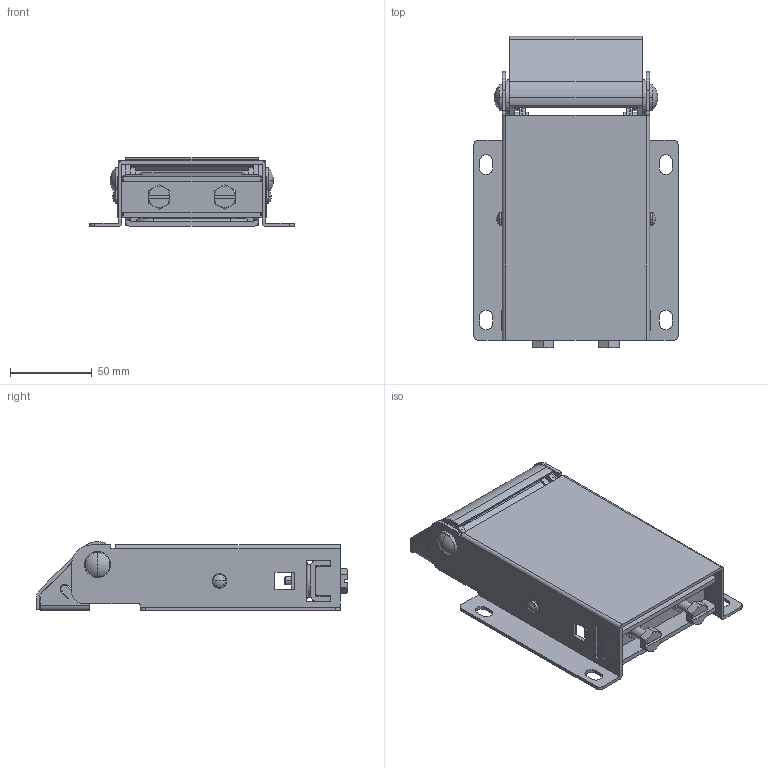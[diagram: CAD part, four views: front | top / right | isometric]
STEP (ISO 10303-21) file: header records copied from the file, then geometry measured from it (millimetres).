
FILE_DESCRIPTION (( 'STEP AP203' ), '1' );
FILE_NAME ('B-193.STEP', '2021-01-12T00:48:11', ( '' ), ( '' ), 'SwSTEP 2.0', 'SolidWorks 2018', '' );
FILE_SCHEMA (( 'CONFIG_CONTROL_DESIGN' ));
Length unit declared in the file: millimetre
Products named in the file (14): B-193_shaftA_SLDPRT; B-193_shaftB_SLDPRT; B-193_adjustment washer_; B-193_hex bolt__B-193アジャストボルト; B-193_spring guide_; B-193_resin cover_; B-193_stopper pin_; B-193_flat seat gold__8; B-193; B-193_flat seat gold__12; B-193_bracket_; B-193_case_; B-193_indicator_; B-193_spring case_
Assembly tree (18 placements, depth 2):
  B-193
    B-193_case_
    B-193_spring case_
    B-193_bracket_
    B-193_resin cover_
    B-193_shaftA_SLDPRT
    B-193_shaftB_SLDPRT
    B-193_stopper pin_  x2
    B-193_spring guide_
    B-193_indicator_
    B-193_adjustment washer_  x2
    B-193_hex bolt__B-193アジャストボルト  x2
    B-193_flat seat gold__12  x2
    B-193_flat seat gold__8  x2
Bounding box: 125 x 190.5 x 42 mm (x, y, z)
Volume: 141283.4 mm3; surface area: 132538.1 mm2
Topology: 18 solids, 18 shells, 541 faces, 1362 edges, 884 vertices
Faces by surface type: plane 259, cylinder 211, torus 41, cone 20, sphere 10
Entity records: 16649 total; most frequent: DIRECTION 2725, CARTESIAN_POINT 2652, ORIENTED_EDGE 2488, EDGE_CURVE 1244, AXIS2_PLACEMENT_3D 994, VERTEX_POINT 809, VECTOR 737, LINE 737
